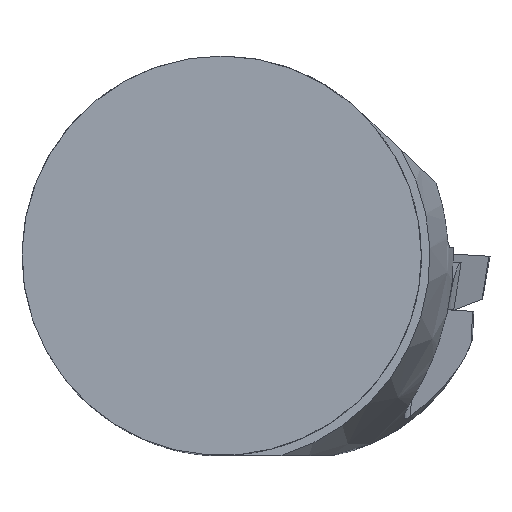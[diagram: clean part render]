
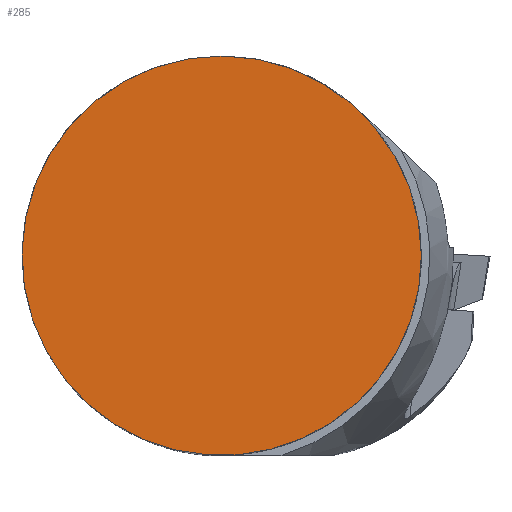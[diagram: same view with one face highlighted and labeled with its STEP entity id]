
A CAD part, top view. The second image highlights one B-rep face of the part: STEP entity #285.
In plain terms, the highlighted planar face has unit normal (0, 0, 1).
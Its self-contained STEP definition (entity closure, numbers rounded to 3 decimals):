
#147=PLANE('',#1777);
#210=FACE_OUTER_BOUND('',#416,.T.);
#285=ADVANCED_FACE('',(#210),#147,.T.);
#416=EDGE_LOOP('',(#1042));
#1042=ORIENTED_EDGE('',*,*,#1352,.F.);
#1205=VERTEX_POINT('',#2358);
#1352=EDGE_CURVE('',#1205,#1205,#1562,.T.);
#1562=CIRCLE('',#1684,20.);
#1684=AXIS2_PLACEMENT_3D('',#2357,#1865,#1866);
#1777=AXIS2_PLACEMENT_3D('',#2709,#2131,#2132);
#1865=DIRECTION('',(0.,0.,-1.));
#1866=DIRECTION('',(1.,0.,0.));
#2131=DIRECTION('',(0.,0.,1.));
#2132=DIRECTION('',(1.,0.,0.));
#2357=CARTESIAN_POINT('',(0.,0.,0.));
#2358=CARTESIAN_POINT('',(20.,0.,0.));
#2709=CARTESIAN_POINT('',(0.,0.,0.));
